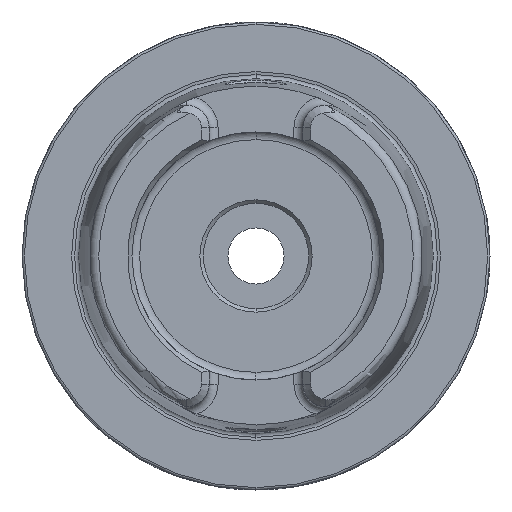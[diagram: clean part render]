
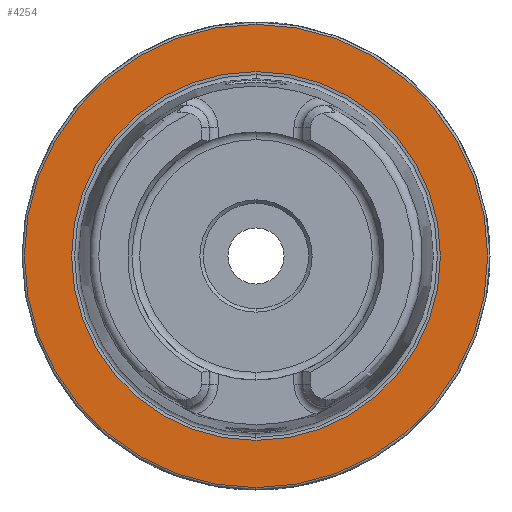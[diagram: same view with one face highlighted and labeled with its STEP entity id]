
A CAD part, left-side view. The second image highlights one B-rep face of the part: STEP entity #4254.
In plain terms, the highlighted planar face has unit normal (-1, 0, 0).
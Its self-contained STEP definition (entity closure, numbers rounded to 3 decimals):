
#37 = CARTESIAN_POINT ( 'NONE',  ( 0., 0., -49.5 ) ) ;
#2323 = EDGE_CURVE ( 'NONE', #6360, #6365, #4914, .T. ) ;
#2327 = EDGE_CURVE ( 'NONE', #6367, #6368, #4921, .T. ) ;
#2371 = EDGE_CURVE ( 'NONE', #6368, #6367, #4967, .T. ) ;
#2372 = EDGE_CURVE ( 'NONE', #6365, #6360, #4968, .T. ) ;
#2512 = ORIENTED_EDGE ( 'NONE', *, *, #2372, .F. ) ;
#2514 = ORIENTED_EDGE ( 'NONE', *, *, #2323, .F. ) ;
#2516 = ORIENTED_EDGE ( 'NONE', *, *, #2327, .T. ) ;
#2518 = ORIENTED_EDGE ( 'NONE', *, *, #2371, .T. ) ;
#4074 = CARTESIAN_POINT ( 'NONE',  ( 0., 0., 0. ) ) ;
#4075 = DIRECTION ( 'NONE',  ( -1., 0., 0. ) ) ;
#4076 = DIRECTION ( 'NONE',  ( 0., 0., 1. ) ) ;
#4077 = CARTESIAN_POINT ( 'NONE',  ( 0., 0., 0. ) ) ;
#4078 = DIRECTION ( 'NONE',  ( -1., 0., 0. ) ) ;
#4079 = DIRECTION ( 'NONE',  ( 0., 0., 1. ) ) ;
#4254 = ADVANCED_FACE ( 'NONE', ( #9000, #9005 ), #8502, .F. ) ;
#4914 = CIRCLE ( 'NONE', #8187, 39.405 ) ;
#4921 = CIRCLE ( 'NONE', #8190, 49.5 ) ;
#4967 = CIRCLE ( 'NONE', #8212, 49.5 ) ;
#4968 = CIRCLE ( 'NONE', #8213, 39.405 ) ;
#5049 = EDGE_LOOP ( 'NONE', ( #2516, #2518 ) ) ;
#5050 = EDGE_LOOP ( 'NONE', ( #2512, #2514 ) ) ;
#5459 = AXIS2_PLACEMENT_3D ( 'NONE', #8501, #8507, #8508 ) ;
#6290 = CARTESIAN_POINT ( 'NONE',  ( 0., 0., 49.5 ) ) ;
#6360 = VERTEX_POINT ( 'NONE', #10096 ) ;
#6365 = VERTEX_POINT ( 'NONE', #10104 ) ;
#6367 = VERTEX_POINT ( 'NONE', #6290 ) ;
#6368 = VERTEX_POINT ( 'NONE', #37 ) ;
#6437 = CARTESIAN_POINT ( 'NONE',  ( 0., 0., 0. ) ) ;
#6438 = DIRECTION ( 'NONE',  ( -1., 0., 0. ) ) ;
#6439 = DIRECTION ( 'NONE',  ( 0., 0., 1. ) ) ;
#6447 = CARTESIAN_POINT ( 'NONE',  ( 0., 0., 0. ) ) ;
#6448 = DIRECTION ( 'NONE',  ( -1., 0., 0. ) ) ;
#6449 = DIRECTION ( 'NONE',  ( 0., 0., 1. ) ) ;
#8187 = AXIS2_PLACEMENT_3D ( 'NONE', #6437, #6438, #6439 ) ;
#8190 = AXIS2_PLACEMENT_3D ( 'NONE', #6447, #6448, #6449 ) ;
#8212 = AXIS2_PLACEMENT_3D ( 'NONE', #4074, #4075, #4076 ) ;
#8213 = AXIS2_PLACEMENT_3D ( 'NONE', #4077, #4078, #4079 ) ;
#8501 = CARTESIAN_POINT ( 'NONE',  ( 0., 49.5, 0. ) ) ;
#8502 = PLANE ( 'NONE',  #5459 ) ;
#8507 = DIRECTION ( 'NONE',  ( 1., 0., 0. ) ) ;
#8508 = DIRECTION ( 'NONE',  ( 0., 0., -1. ) ) ;
#9000 = FACE_BOUND ( 'NONE', #5050, .T. ) ;
#9005 = FACE_OUTER_BOUND ( 'NONE', #5049, .T. ) ;
#10096 = CARTESIAN_POINT ( 'NONE',  ( 0., 0., -39.405 ) ) ;
#10104 = CARTESIAN_POINT ( 'NONE',  ( 0., 0., 39.405 ) ) ;
